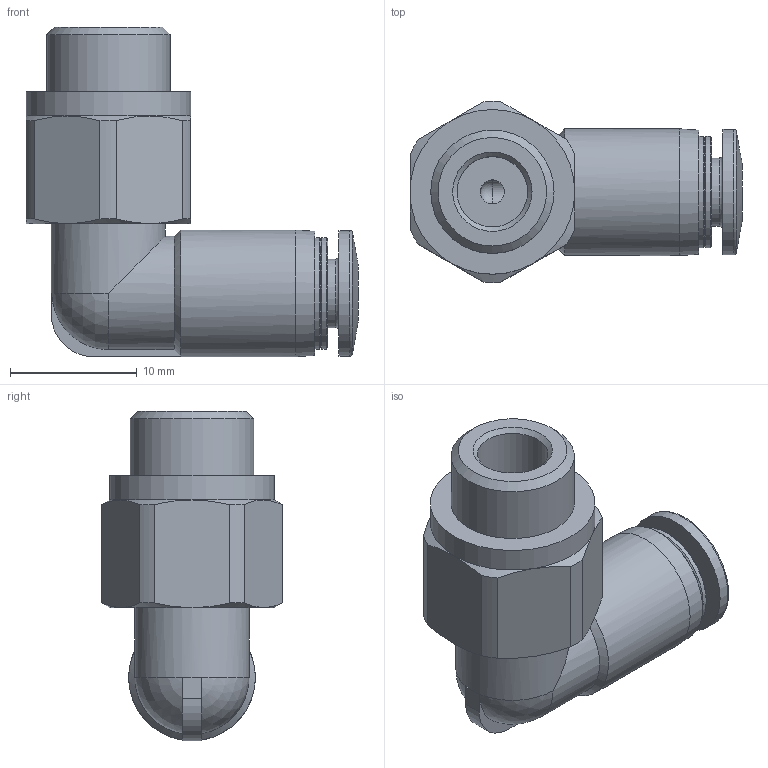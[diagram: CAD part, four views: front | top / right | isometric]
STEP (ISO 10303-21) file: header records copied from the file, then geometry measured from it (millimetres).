
FILE_DESCRIPTION(/* description */ ('STEP AP214'),/* implementation_level */ '2;1');
FILE_NAME(/* name */ '186285_QSRL-G1_8-4',/* time_stamp */ '2024-09-11T16:43:35+02:00',/* author */ ('License CC BY-ND 4.0'),/* organization */ ('CADENAS'),/* preprocessor_version */ 'ST-DEVELOPER v19.3',/* originating_system */ 'PARTsolutions',/* authorisation */ ' ');
FILE_SCHEMA (('AUTOMOTIVE_DESIGN {1 0 10303 214 3 1 1}'));
Length unit declared in the file: millimetre
Products named in the file (1): 186285 QSRL-G1/8-4
Bounding box: 26.2 x 14.29 x 26 mm (x, y, z)
Volume: 3152.1 mm3; surface area: 2133.5 mm2
Topology: 1 solids, 1 shells, 68 faces, 150 edges, 89 vertices
Faces by surface type: plane 22, cylinder 20, cone 20, sphere 3, torus 3
Full cylindrical faces by diameter (mm): 1.9 x2, 4 x1, 5.4 x1, 5.559 x1, 8.8 x2, 9 x1, 9.728 x1, 9.9 x1, 10 x1, 13 x1
Entity records: 2239 total; most frequent: CARTESIAN_POINT 355, DIRECTION 304, ORIENTED_EDGE 246, AXIS2_PLACEMENT_3D 138, EDGE_CURVE 123, EDGE_LOOP 98, FACE_BOUND 98, VERTEX_POINT 85
